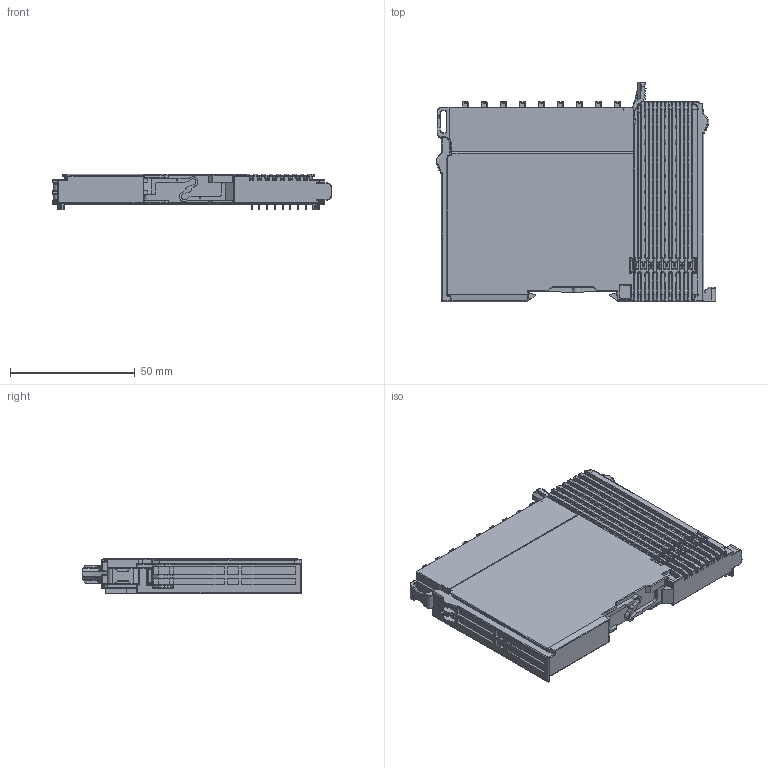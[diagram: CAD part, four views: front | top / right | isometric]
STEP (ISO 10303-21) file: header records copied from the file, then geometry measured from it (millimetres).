
FILE_DESCRIPTION(/* description */ (''),/* implementation_level */ '2;1');
FILE_NAME(/* name */ 'XF-E2HSP.stp',/* time_stamp */ '2024-12-16T10:14:55+08:00',/* author */ (''),/* organization */ (''),/* preprocessor_version */ 'ST-DEVELOPER v16.7',/* originating_system */ 'SIEMENS PLM Software NX 12.0',/* authorisation */ '');
FILE_SCHEMA (('AUTOMOTIVE_DESIGN { 1 0 10303 214 3 1 1 1 }'));
Products named in the file (1): 1U_stp
Bounding box: 111.75 x 87.78 x 14.15 mm (x, y, z)
Volume: 88815.5 mm3; surface area: 39645.1 mm2
Topology: 2 solids, 64 shells, 6403 faces, 18482 edges, 12147 vertices
Faces by surface type: plane 3945, cylinder 1510, bspline 465, torus 207, sphere 143, cone 73, extrusion 60
Full cylindrical faces by diameter (mm): 0.4 x2, 0.473 x2, 1.47 x1, 1.5 x1, 2.22 x1, 4.7 x1, 8 x1
Entity records: 237550 total; most frequent: CARTESIAN_POINT 75238, ORIENTED_EDGE 35421, DIRECTION 30278, EDGE_CURVE 18347, VECTOR 12322, LINE 12262, VERTEX_POINT 12140, AXIS2_PLACEMENT_3D 8978
